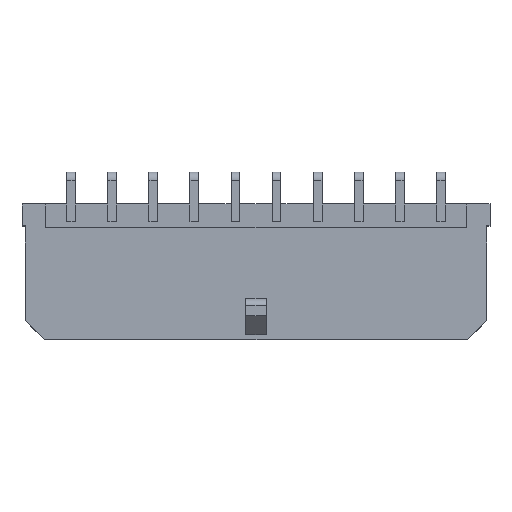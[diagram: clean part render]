
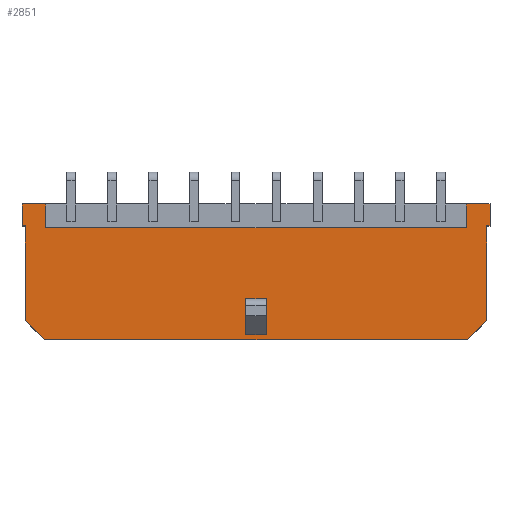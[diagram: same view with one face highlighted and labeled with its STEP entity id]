
A CAD part, top view. The second image highlights one B-rep face of the part: STEP entity #2851.
In plain terms, the highlighted planar face has unit normal (0, 0, 1).
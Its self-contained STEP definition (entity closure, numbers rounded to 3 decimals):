
#782 = VERTEX_POINT('',#783);
#783 = CARTESIAN_POINT('',(1.9,-8.86,7.55));
#790 = EDGE_CURVE('',#782,#791,#793,.T.);
#791 = VERTEX_POINT('',#792);
#792 = CARTESIAN_POINT('',(-28.95,-8.86,7.55));
#793 = LINE('',#794,#795);
#794 = CARTESIAN_POINT('',(-30.35,-8.86,7.55));
#795 = VECTOR('',#796,1.);
#796 = DIRECTION('',(-1.,0.,0.));
#2552 = VERTEX_POINT('',#2553);
#2553 = CARTESIAN_POINT('',(-30.6,-0.55,7.55));
#2559 = EDGE_CURVE('',#2552,#2560,#2562,.T.);
#2560 = VERTEX_POINT('',#2561);
#2561 = CARTESIAN_POINT('',(-30.6,1.05,7.55));
#2562 = LINE('',#2563,#2564);
#2563 = CARTESIAN_POINT('',(-30.6,1.05,7.55));
#2564 = VECTOR('',#2565,1.);
#2565 = DIRECTION('',(0.,1.,0.));
#2690 = VERTEX_POINT('',#2691);
#2691 = CARTESIAN_POINT('',(-30.35,-7.46,7.55));
#2697 = EDGE_CURVE('',#2698,#2690,#2700,.T.);
#2698 = VERTEX_POINT('',#2699);
#2699 = CARTESIAN_POINT('',(-30.35,-0.55,7.55));
#2700 = LINE('',#2701,#2702);
#2701 = CARTESIAN_POINT('',(-30.35,-3.91,7.55));
#2702 = VECTOR('',#2703,1.);
#2703 = DIRECTION('',(0.,-1.,0.));
#2851 = ADVANCED_FACE('',(#2852,#2939),#2973,.T.);
#2852 = FACE_BOUND('',#2853,.T.);
#2853 = EDGE_LOOP('',(#2854,#2864,#2872,#2880,#2888,#2894,#2895,#2901,
    #2902,#2908,#2909,#2917,#2925,#2933));
#2854 = ORIENTED_EDGE('',*,*,#2855,.T.);
#2855 = EDGE_CURVE('',#2856,#2858,#2860,.T.);
#2856 = VERTEX_POINT('',#2857);
#2857 = CARTESIAN_POINT('',(3.55,1.05,7.55));
#2858 = VERTEX_POINT('',#2859);
#2859 = CARTESIAN_POINT('',(1.8,1.05,7.55));
#2860 = LINE('',#2861,#2862);
#2861 = CARTESIAN_POINT('',(-30.35,1.05,7.55));
#2862 = VECTOR('',#2863,1.);
#2863 = DIRECTION('',(-1.,0.,0.));
#2864 = ORIENTED_EDGE('',*,*,#2865,.T.);
#2865 = EDGE_CURVE('',#2858,#2866,#2868,.T.);
#2866 = VERTEX_POINT('',#2867);
#2867 = CARTESIAN_POINT('',(1.8,-0.7,7.55));
#2868 = LINE('',#2869,#2870);
#2869 = CARTESIAN_POINT('',(1.8,1.05,7.55));
#2870 = VECTOR('',#2871,1.);
#2871 = DIRECTION('',(0.,-1.,0.));
#2872 = ORIENTED_EDGE('',*,*,#2873,.T.);
#2873 = EDGE_CURVE('',#2866,#2874,#2876,.T.);
#2874 = VERTEX_POINT('',#2875);
#2875 = CARTESIAN_POINT('',(-28.85,-0.7,7.55));
#2876 = LINE('',#2877,#2878);
#2877 = CARTESIAN_POINT('',(-30.35,-0.7,7.55));
#2878 = VECTOR('',#2879,1.);
#2879 = DIRECTION('',(-1.,0.,0.));
#2880 = ORIENTED_EDGE('',*,*,#2881,.T.);
#2881 = EDGE_CURVE('',#2874,#2882,#2884,.T.);
#2882 = VERTEX_POINT('',#2883);
#2883 = CARTESIAN_POINT('',(-28.85,1.05,7.55));
#2884 = LINE('',#2885,#2886);
#2885 = CARTESIAN_POINT('',(-28.85,1.05,7.55));
#2886 = VECTOR('',#2887,1.);
#2887 = DIRECTION('',(0.,1.,0.));
#2888 = ORIENTED_EDGE('',*,*,#2889,.T.);
#2889 = EDGE_CURVE('',#2882,#2560,#2890,.T.);
#2890 = LINE('',#2891,#2892);
#2891 = CARTESIAN_POINT('',(-30.35,1.05,7.55));
#2892 = VECTOR('',#2893,1.);
#2893 = DIRECTION('',(-1.,0.,0.));
#2894 = ORIENTED_EDGE('',*,*,#2559,.F.);
#2895 = ORIENTED_EDGE('',*,*,#2896,.T.);
#2896 = EDGE_CURVE('',#2552,#2698,#2897,.T.);
#2897 = LINE('',#2898,#2899);
#2898 = CARTESIAN_POINT('',(-30.35,-0.55,7.55));
#2899 = VECTOR('',#2900,1.);
#2900 = DIRECTION('',(1.,0.,0.));
#2901 = ORIENTED_EDGE('',*,*,#2697,.T.);
#2902 = ORIENTED_EDGE('',*,*,#2903,.T.);
#2903 = EDGE_CURVE('',#2690,#791,#2904,.T.);
#2904 = LINE('',#2905,#2906);
#2905 = CARTESIAN_POINT('',(-30.35,-7.46,7.55));
#2906 = VECTOR('',#2907,1.);
#2907 = DIRECTION('',(0.707,-0.707,
    0.));
#2908 = ORIENTED_EDGE('',*,*,#790,.F.);
#2909 = ORIENTED_EDGE('',*,*,#2910,.T.);
#2910 = EDGE_CURVE('',#782,#2911,#2913,.T.);
#2911 = VERTEX_POINT('',#2912);
#2912 = CARTESIAN_POINT('',(3.3,-7.46,7.55));
#2913 = LINE('',#2914,#2915);
#2914 = CARTESIAN_POINT('',(1.9,-8.86,7.55));
#2915 = VECTOR('',#2916,1.);
#2916 = DIRECTION('',(0.707,0.707,0.
    ));
#2917 = ORIENTED_EDGE('',*,*,#2918,.T.);
#2918 = EDGE_CURVE('',#2911,#2919,#2921,.T.);
#2919 = VERTEX_POINT('',#2920);
#2920 = CARTESIAN_POINT('',(3.3,-0.55,7.55));
#2921 = LINE('',#2922,#2923);
#2922 = CARTESIAN_POINT('',(3.3,1.05,7.55));
#2923 = VECTOR('',#2924,1.);
#2924 = DIRECTION('',(0.,1.,0.));
#2925 = ORIENTED_EDGE('',*,*,#2926,.F.);
#2926 = EDGE_CURVE('',#2927,#2919,#2929,.T.);
#2927 = VERTEX_POINT('',#2928);
#2928 = CARTESIAN_POINT('',(3.55,-0.55,7.55));
#2929 = LINE('',#2930,#2931);
#2930 = CARTESIAN_POINT('',(3.3,-0.55,7.55));
#2931 = VECTOR('',#2932,1.);
#2932 = DIRECTION('',(-1.,0.,0.));
#2933 = ORIENTED_EDGE('',*,*,#2934,.T.);
#2934 = EDGE_CURVE('',#2927,#2856,#2935,.T.);
#2935 = LINE('',#2936,#2937);
#2936 = CARTESIAN_POINT('',(3.55,1.05,7.55));
#2937 = VECTOR('',#2938,1.);
#2938 = DIRECTION('',(0.,1.,0.));
#2939 = FACE_BOUND('',#2940,.T.);
#2940 = EDGE_LOOP('',(#2941,#2951,#2959,#2967));
#2941 = ORIENTED_EDGE('',*,*,#2942,.T.);
#2942 = EDGE_CURVE('',#2943,#2945,#2947,.T.);
#2943 = VERTEX_POINT('',#2944);
#2944 = CARTESIAN_POINT('',(-14.275,-5.86,7.55));
#2945 = VERTEX_POINT('',#2946);
#2946 = CARTESIAN_POINT('',(-12.775,-5.86,7.55));
#2947 = LINE('',#2948,#2949);
#2948 = CARTESIAN_POINT('',(-30.35,-5.86,7.55));
#2949 = VECTOR('',#2950,1.);
#2950 = DIRECTION('',(1.,0.,0.));
#2951 = ORIENTED_EDGE('',*,*,#2952,.T.);
#2952 = EDGE_CURVE('',#2945,#2953,#2955,.T.);
#2953 = VERTEX_POINT('',#2954);
#2954 = CARTESIAN_POINT('',(-12.775,-8.51,7.55));
#2955 = LINE('',#2956,#2957);
#2956 = CARTESIAN_POINT('',(-12.775,1.05,7.55));
#2957 = VECTOR('',#2958,1.);
#2958 = DIRECTION('',(0.,-1.,0.));
#2959 = ORIENTED_EDGE('',*,*,#2960,.F.);
#2960 = EDGE_CURVE('',#2961,#2953,#2963,.T.);
#2961 = VERTEX_POINT('',#2962);
#2962 = CARTESIAN_POINT('',(-14.275,-8.51,7.55));
#2963 = LINE('',#2964,#2965);
#2964 = CARTESIAN_POINT('',(-14.275,-8.51,7.55));
#2965 = VECTOR('',#2966,1.);
#2966 = DIRECTION('',(1.,0.,0.));
#2967 = ORIENTED_EDGE('',*,*,#2968,.T.);
#2968 = EDGE_CURVE('',#2961,#2943,#2969,.T.);
#2969 = LINE('',#2970,#2971);
#2970 = CARTESIAN_POINT('',(-14.275,1.05,7.55));
#2971 = VECTOR('',#2972,1.);
#2972 = DIRECTION('',(0.,1.,0.));
#2973 = PLANE('',#2974);
#2974 = AXIS2_PLACEMENT_3D('',#2975,#2976,#2977);
#2975 = CARTESIAN_POINT('',(-30.35,1.05,7.55));
#2976 = DIRECTION('',(0.,0.,1.));
#2977 = DIRECTION('',(0.,-1.,0.));
